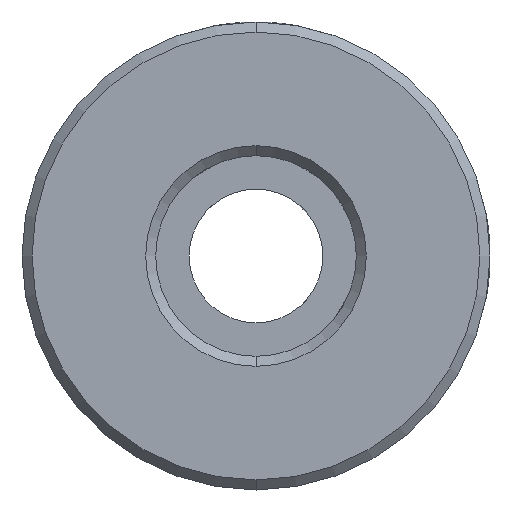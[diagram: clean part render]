
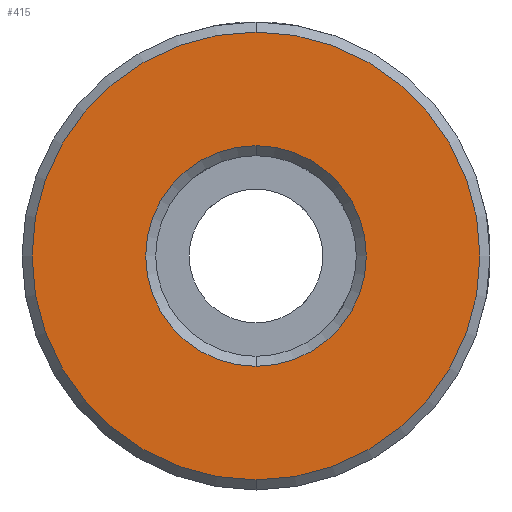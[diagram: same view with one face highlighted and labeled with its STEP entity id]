
A CAD part, front view. The second image highlights one B-rep face of the part: STEP entity #415.
In plain terms, the highlighted planar face has unit normal (0, -1, 0).
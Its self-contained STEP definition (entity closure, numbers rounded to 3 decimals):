
#17 = AXIS2_PLACEMENT_3D ( 'NONE', #1141, #593, #1234 ) ;
#117 = CARTESIAN_POINT ( 'NONE',  ( 0., 0., -6.7 ) ) ;
#144 = CARTESIAN_POINT ( 'NONE',  ( 0., 0., 0. ) ) ;
#145 = EDGE_CURVE ( 'NONE', #395, #613, #911, .T. ) ;
#161 = CIRCLE ( 'NONE', #374, 3.3 ) ;
#185 = EDGE_CURVE ( 'NONE', #950, #559, #874, .T. ) ;
#241 = ORIENTED_EDGE ( 'NONE', *, *, #185, .T. ) ;
#250 = DIRECTION ( 'NONE',  ( 0., 1., 0. ) ) ;
#256 = DIRECTION ( 'NONE',  ( 0., 0., 1. ) ) ;
#318 = AXIS2_PLACEMENT_3D ( 'NONE', #572, #250, #951 ) ;
#374 = AXIS2_PLACEMENT_3D ( 'NONE', #144, #871, #256 ) ;
#384 = AXIS2_PLACEMENT_3D ( 'NONE', #1049, #464, #1134 ) ;
#395 = VERTEX_POINT ( 'NONE', #117 ) ;
#415 = ADVANCED_FACE ( 'NONE', ( #994, #1021 ), #867, .F. ) ;
#454 = ORIENTED_EDGE ( 'NONE', *, *, #505, .T. ) ;
#461 = CARTESIAN_POINT ( 'NONE',  ( 0., 0., 0. ) ) ;
#464 = DIRECTION ( 'NONE',  ( 0., -1., 0. ) ) ;
#497 = EDGE_CURVE ( 'NONE', #559, #950, #161, .T. ) ;
#505 = EDGE_CURVE ( 'NONE', #613, #395, #708, .T. ) ;
#559 = VERTEX_POINT ( 'NONE', #928 ) ;
#572 = CARTESIAN_POINT ( 'NONE',  ( 0., 0., 0. ) ) ;
#580 = DIRECTION ( 'NONE',  ( 0., 0., 1. ) ) ;
#593 = DIRECTION ( 'NONE',  ( 0., 1., 0. ) ) ;
#613 = VERTEX_POINT ( 'NONE', #655 ) ;
#655 = CARTESIAN_POINT ( 'NONE',  ( 0., 0., 6.7 ) ) ;
#671 = EDGE_LOOP ( 'NONE', ( #454, #916 ) ) ;
#708 = CIRCLE ( 'NONE', #384, 6.7 ) ;
#867 = PLANE ( 'NONE',  #318 ) ;
#871 = DIRECTION ( 'NONE',  ( 0., 1., 0. ) ) ;
#874 = CIRCLE ( 'NONE', #17, 3.3 ) ;
#906 = EDGE_LOOP ( 'NONE', ( #241, #1230 ) ) ;
#911 = CIRCLE ( 'NONE', #1127, 6.7 ) ;
#916 = ORIENTED_EDGE ( 'NONE', *, *, #145, .T. ) ;
#928 = CARTESIAN_POINT ( 'NONE',  ( 0., 0., 3.3 ) ) ;
#950 = VERTEX_POINT ( 'NONE', #1140 ) ;
#951 = DIRECTION ( 'NONE',  ( 0., 0., 1. ) ) ;
#994 = FACE_BOUND ( 'NONE', #906, .T. ) ;
#1021 = FACE_OUTER_BOUND ( 'NONE', #671, .T. ) ;
#1049 = CARTESIAN_POINT ( 'NONE',  ( 0., 0., 0. ) ) ;
#1127 = AXIS2_PLACEMENT_3D ( 'NONE', #461, #1130, #580 ) ;
#1130 = DIRECTION ( 'NONE',  ( 0., -1., 0. ) ) ;
#1134 = DIRECTION ( 'NONE',  ( 0., 0., 1. ) ) ;
#1140 = CARTESIAN_POINT ( 'NONE',  ( 0., 0., -3.3 ) ) ;
#1141 = CARTESIAN_POINT ( 'NONE',  ( 0., 0., 0. ) ) ;
#1230 = ORIENTED_EDGE ( 'NONE', *, *, #497, .T. ) ;
#1234 = DIRECTION ( 'NONE',  ( 0., 0., 1. ) ) ;
